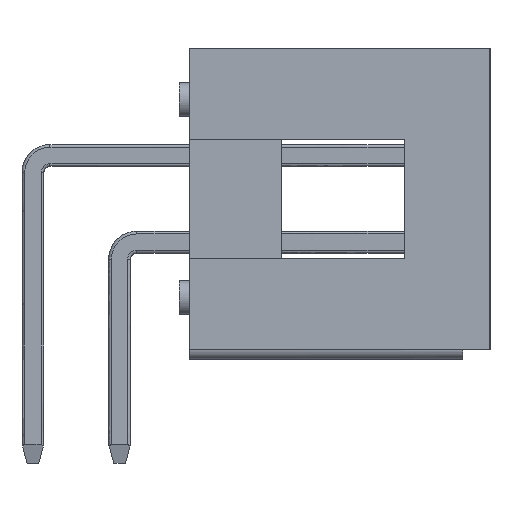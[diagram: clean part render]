
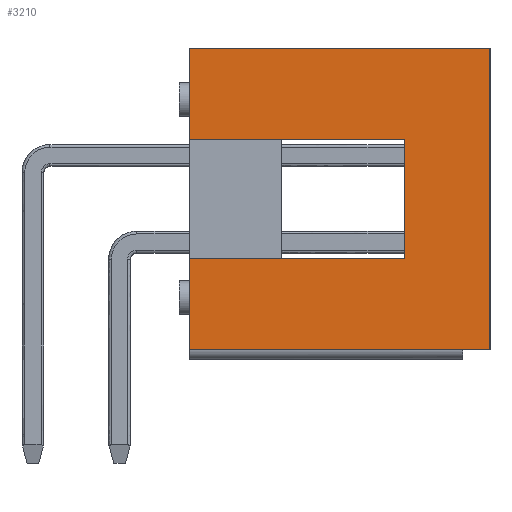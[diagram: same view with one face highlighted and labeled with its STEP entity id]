
A CAD part, left-side view. The second image highlights one B-rep face of the part: STEP entity #3210.
In plain terms, the highlighted free-form (B-spline) face has degree [1, 1] with [2, 2] control points.
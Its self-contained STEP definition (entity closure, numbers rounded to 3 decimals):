
#3051 = VERTEX_POINT('',#3052);
#3052 = CARTESIAN_POINT('',(-16.51,1.911,6.));
#3065 = VERTEX_POINT('',#3066);
#3066 = CARTESIAN_POINT('',(-16.51,1.911,9.5));
#3071 = EDGE_CURVE('',#3072,#3065,#3074,.T.);
#3072 = VERTEX_POINT('',#3073);
#3073 = CARTESIAN_POINT('',(-16.51,1.911,12.15));
#3074 = B_SPLINE_CURVE_WITH_KNOTS('',1,(#3075,#3076),.UNSPECIFIED.,.F.,
  .F.,(2,2),(-0.,2.65),.PIECEWISE_BEZIER_KNOTS.);
#3075 = CARTESIAN_POINT('',(-16.51,1.911,12.15));
#3076 = CARTESIAN_POINT('',(-16.51,1.911,9.5));
#3195 = VERTEX_POINT('',#3196);
#3196 = CARTESIAN_POINT('',(-16.51,1.911,3.35));
#3201 = EDGE_CURVE('',#3051,#3195,#3202,.T.);
#3202 = B_SPLINE_CURVE_WITH_KNOTS('',1,(#3203,#3204),.UNSPECIFIED.,.F.,
  .F.,(2,2),(6.15,8.8),.PIECEWISE_BEZIER_KNOTS.);
#3203 = CARTESIAN_POINT('',(-16.51,1.911,6.));
#3204 = CARTESIAN_POINT('',(-16.51,1.911,3.35));
#3210 = ADVANCED_FACE('',(#3211),#3253,.F.);
#3211 = FACE_BOUND('',#3212,.T.);
#3212 = EDGE_LOOP('',(#3213,#3220,#3221,#3228,#3235,#3240,#3241,#3248));
#3213 = ORIENTED_EDGE('',*,*,#3214,.T.);
#3214 = EDGE_CURVE('',#3215,#3051,#3217,.T.);
#3215 = VERTEX_POINT('',#3216);
#3216 = CARTESIAN_POINT('',(-16.51,-4.389,6.));
#3217 = B_SPLINE_CURVE_WITH_KNOTS('',1,(#3218,#3219),.UNSPECIFIED.,.F.,
  .F.,(2,2),(-12.6,-6.3),.PIECEWISE_BEZIER_KNOTS.);
#3218 = CARTESIAN_POINT('',(-16.51,-4.389,6.));
#3219 = CARTESIAN_POINT('',(-16.51,1.911,6.));
#3220 = ORIENTED_EDGE('',*,*,#3201,.T.);
#3221 = ORIENTED_EDGE('',*,*,#3222,.T.);
#3222 = EDGE_CURVE('',#3195,#3223,#3225,.T.);
#3223 = VERTEX_POINT('',#3224);
#3224 = CARTESIAN_POINT('',(-16.51,-6.889,3.35));
#3225 = B_SPLINE_CURVE_WITH_KNOTS('',1,(#3226,#3227),.UNSPECIFIED.,.F.,
  .F.,(2,2),(0.,8.8),.PIECEWISE_BEZIER_KNOTS.);
#3226 = CARTESIAN_POINT('',(-16.51,1.911,3.35));
#3227 = CARTESIAN_POINT('',(-16.51,-6.889,3.35));
#3228 = ORIENTED_EDGE('',*,*,#3229,.F.);
#3229 = EDGE_CURVE('',#3230,#3223,#3232,.T.);
#3230 = VERTEX_POINT('',#3231);
#3231 = CARTESIAN_POINT('',(-16.51,-6.889,12.15));
#3232 = B_SPLINE_CURVE_WITH_KNOTS('',1,(#3233,#3234),.UNSPECIFIED.,.F.,
  .F.,(2,2),(-0.,8.8),.PIECEWISE_BEZIER_KNOTS.);
#3233 = CARTESIAN_POINT('',(-16.51,-6.889,12.15));
#3234 = CARTESIAN_POINT('',(-16.51,-6.889,3.35));
#3235 = ORIENTED_EDGE('',*,*,#3236,.F.);
#3236 = EDGE_CURVE('',#3072,#3230,#3237,.T.);
#3237 = B_SPLINE_CURVE_WITH_KNOTS('',1,(#3238,#3239),.UNSPECIFIED.,.F.,
  .F.,(2,2),(0.,8.8),.PIECEWISE_BEZIER_KNOTS.);
#3238 = CARTESIAN_POINT('',(-16.51,1.911,12.15));
#3239 = CARTESIAN_POINT('',(-16.51,-6.889,12.15));
#3240 = ORIENTED_EDGE('',*,*,#3071,.T.);
#3241 = ORIENTED_EDGE('',*,*,#3242,.T.);
#3242 = EDGE_CURVE('',#3065,#3243,#3245,.T.);
#3243 = VERTEX_POINT('',#3244);
#3244 = CARTESIAN_POINT('',(-16.51,-4.389,9.5));
#3245 = B_SPLINE_CURVE_WITH_KNOTS('',1,(#3246,#3247),.UNSPECIFIED.,.F.,
  .F.,(2,2),(6.3,12.6),.PIECEWISE_BEZIER_KNOTS.);
#3246 = CARTESIAN_POINT('',(-16.51,1.911,9.5));
#3247 = CARTESIAN_POINT('',(-16.51,-4.389,9.5));
#3248 = ORIENTED_EDGE('',*,*,#3249,.T.);
#3249 = EDGE_CURVE('',#3243,#3215,#3250,.T.);
#3250 = B_SPLINE_CURVE_WITH_KNOTS('',1,(#3251,#3252),.UNSPECIFIED.,.F.,
  .F.,(2,2),(0.,3.5),.PIECEWISE_BEZIER_KNOTS.);
#3251 = CARTESIAN_POINT('',(-16.51,-4.389,9.5));
#3252 = CARTESIAN_POINT('',(-16.51,-4.389,6.));
#3253 = B_SPLINE_SURFACE_WITH_KNOTS('',1,1,(
    (#3254,#3255)
    ,(#3256,#3257
    )),.UNSPECIFIED.,.F.,.F.,.F.,(2,2),(2,2),(-0.,8.8),(-8.8,0.),
  .PIECEWISE_BEZIER_KNOTS.);
#3254 = CARTESIAN_POINT('',(-16.51,-6.889,12.15));
#3255 = CARTESIAN_POINT('',(-16.51,1.911,12.15));
#3256 = CARTESIAN_POINT('',(-16.51,-6.889,3.35));
#3257 = CARTESIAN_POINT('',(-16.51,1.911,3.35));
